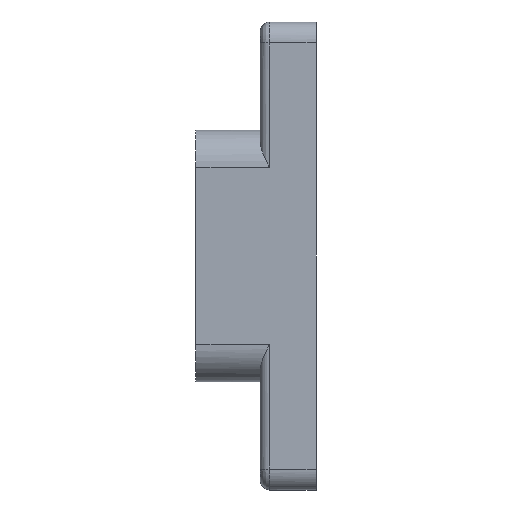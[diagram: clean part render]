
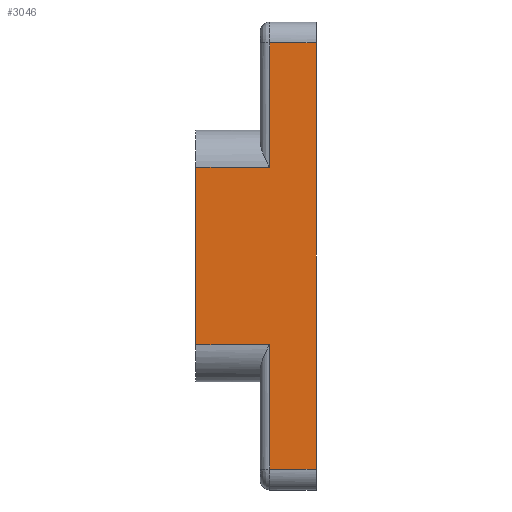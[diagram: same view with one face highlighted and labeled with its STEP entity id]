
A CAD part, left-side view. The second image highlights one B-rep face of the part: STEP entity #3046.
In plain terms, the highlighted planar face has unit normal (-1, 0, 0).
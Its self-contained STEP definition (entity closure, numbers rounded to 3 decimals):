
#11 = VERTEX_POINT ( 'NONE', #1476 ) ;
#59 = ORIENTED_EDGE ( 'NONE', *, *, #3144, .T. ) ;
#75 = VECTOR ( 'NONE', #687, 1000. ) ;
#197 = ORIENTED_EDGE ( 'NONE', *, *, #993, .T. ) ;
#232 = VERTEX_POINT ( 'NONE', #2398 ) ;
#273 = ORIENTED_EDGE ( 'NONE', *, *, #655, .T. ) ;
#277 = LINE ( 'NONE', #1212, #75 ) ;
#315 = LINE ( 'NONE', #1058, #3040 ) ;
#365 = EDGE_CURVE ( 'NONE', #533, #232, #1503, .T. ) ;
#378 = DIRECTION ( 'NONE',  ( 0., 0., 1. ) ) ;
#451 = CARTESIAN_POINT ( 'NONE',  ( -25., 23.2, 22.848 ) ) ;
#475 = FACE_OUTER_BOUND ( 'NONE', #3269, .T. ) ;
#507 = DIRECTION ( 'NONE',  ( 0., -1., 0. ) ) ;
#533 = VERTEX_POINT ( 'NONE', #1595 ) ;
#537 = VERTEX_POINT ( 'NONE', #3163 ) ;
#582 = DIRECTION ( 'NONE',  ( 0., 0., -1. ) ) ;
#636 = CARTESIAN_POINT ( 'NONE',  ( -25., 28.2, 22.848 ) ) ;
#655 = EDGE_CURVE ( 'NONE', #2117, #11, #1924, .T. ) ;
#676 = DIRECTION ( 'NONE',  ( 0., 1., 0. ) ) ;
#687 = DIRECTION ( 'NONE',  ( 0., 0., 1. ) ) ;
#697 = PLANE ( 'NONE',  #2371 ) ;
#714 = ORIENTED_EDGE ( 'NONE', *, *, #365, .T. ) ;
#894 = VECTOR ( 'NONE', #582, 1000. ) ;
#917 = CARTESIAN_POINT ( 'NONE',  ( -25., 26.2, 9.5 ) ) ;
#993 = EDGE_CURVE ( 'NONE', #1601, #2117, #315, .T. ) ;
#1058 = CARTESIAN_POINT ( 'NONE',  ( -25., 26.2, -9.5 ) ) ;
#1212 = CARTESIAN_POINT ( 'NONE',  ( -25., 36.1, 13.5 ) ) ;
#1222 = CARTESIAN_POINT ( 'NONE',  ( -25., 28.2, 9.5 ) ) ;
#1346 = LINE ( 'NONE', #1615, #3048 ) ;
#1364 = ORIENTED_EDGE ( 'NONE', *, *, #1984, .T. ) ;
#1476 = CARTESIAN_POINT ( 'NONE',  ( -25., 28.2, -22.848 ) ) ;
#1503 = LINE ( 'NONE', #917, #1578 ) ;
#1504 = VECTOR ( 'NONE', #378, 1000. ) ;
#1578 = VECTOR ( 'NONE', #676, 1000. ) ;
#1595 = CARTESIAN_POINT ( 'NONE',  ( -25., 28.2, 9.5 ) ) ;
#1601 = VERTEX_POINT ( 'NONE', #2368 ) ;
#1613 = CARTESIAN_POINT ( 'NONE',  ( -25., 23.2, 10.1 ) ) ;
#1615 = CARTESIAN_POINT ( 'NONE',  ( -25., 26.2, 22.848 ) ) ;
#1807 = EDGE_CURVE ( 'NONE', #3296, #2905, #1346, .T. ) ;
#1901 = DIRECTION ( 'NONE',  ( 0., -1., 0. ) ) ;
#1924 = LINE ( 'NONE', #2480, #894 ) ;
#1984 = EDGE_CURVE ( 'NONE', #3296, #533, #3110, .T. ) ;
#1999 = CARTESIAN_POINT ( 'NONE',  ( -25., 26.2, -22.848 ) ) ;
#2117 = VERTEX_POINT ( 'NONE', #2890 ) ;
#2368 = CARTESIAN_POINT ( 'NONE',  ( -25., 36.1, -9.5 ) ) ;
#2371 = AXIS2_PLACEMENT_3D ( 'NONE', #3341, #2819, #3084 ) ;
#2398 = CARTESIAN_POINT ( 'NONE',  ( -25., 36.1, 9.5 ) ) ;
#2426 = LINE ( 'NONE', #1999, #2510 ) ;
#2480 = CARTESIAN_POINT ( 'NONE',  ( -25., 28.2, -22.848 ) ) ;
#2510 = VECTOR ( 'NONE', #2569, 1000. ) ;
#2569 = DIRECTION ( 'NONE',  ( 0., -1., 0. ) ) ;
#2819 = DIRECTION ( 'NONE',  ( 1., 0., 0. ) ) ;
#2890 = CARTESIAN_POINT ( 'NONE',  ( -25., 28.2, -9.5 ) ) ;
#2905 = VERTEX_POINT ( 'NONE', #451 ) ;
#2962 = LINE ( 'NONE', #1613, #1504 ) ;
#2997 = ORIENTED_EDGE ( 'NONE', *, *, #1807, .F. ) ;
#3010 = EDGE_CURVE ( 'NONE', #11, #537, #2426, .T. ) ;
#3035 = EDGE_CURVE ( 'NONE', #1601, #232, #277, .T. ) ;
#3040 = VECTOR ( 'NONE', #507, 1000. ) ;
#3046 = ADVANCED_FACE ( 'NONE', ( #475 ), #697, .F. ) ;
#3048 = VECTOR ( 'NONE', #1901, 1000. ) ;
#3068 = DIRECTION ( 'NONE',  ( 0., 0., -1. ) ) ;
#3084 = DIRECTION ( 'NONE',  ( 0., 0., -1. ) ) ;
#3101 = ORIENTED_EDGE ( 'NONE', *, *, #3035, .F. ) ;
#3110 = LINE ( 'NONE', #1222, #3371 ) ;
#3144 = EDGE_CURVE ( 'NONE', #537, #2905, #2962, .T. ) ;
#3163 = CARTESIAN_POINT ( 'NONE',  ( -25., 23.2, -22.848 ) ) ;
#3269 = EDGE_LOOP ( 'NONE', ( #197, #273, #3354, #59, #2997, #1364, #714, #3101 ) ) ;
#3296 = VERTEX_POINT ( 'NONE', #636 ) ;
#3341 = CARTESIAN_POINT ( 'NONE',  ( -25., 26.2, 10.1 ) ) ;
#3354 = ORIENTED_EDGE ( 'NONE', *, *, #3010, .T. ) ;
#3371 = VECTOR ( 'NONE', #3068, 1000. ) ;
